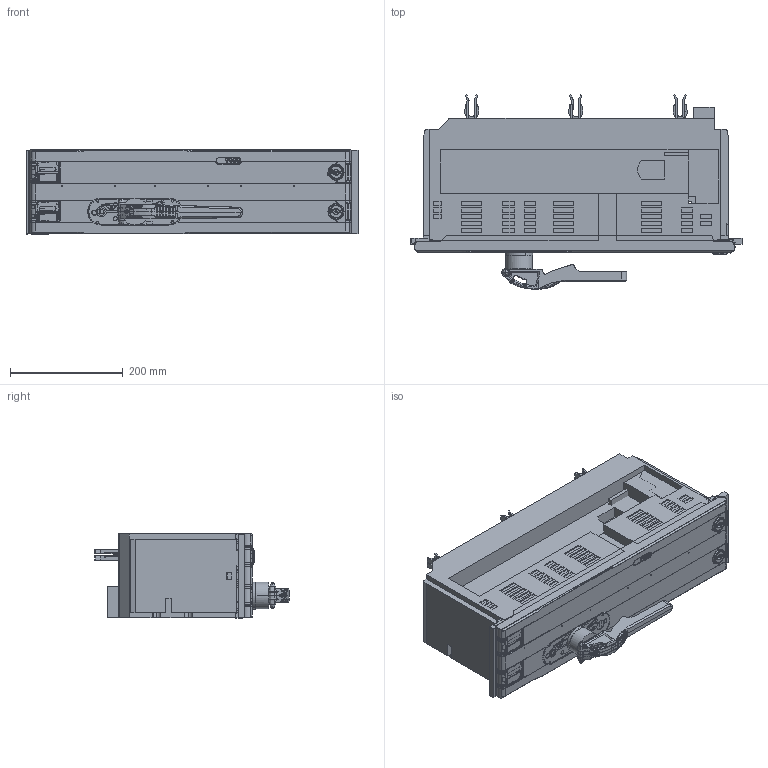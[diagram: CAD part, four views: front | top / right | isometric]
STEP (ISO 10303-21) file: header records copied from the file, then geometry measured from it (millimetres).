
FILE_DESCRIPTION(('CATIA V5 STEP'),'2;1');
FILE_NAME('A0644_SASIL_plus_3_185_3_polig_symmetrisch.stp','2010-06-25T12:33:01+00:00',('none'),('Jean Müller GmbH'),'CATIA Version 5 Release 19 SP 7 (IN-10)','CATIA V5 STEP AP214','none');
FILE_SCHEMA(('AUTOMOTIVE_DESIGN { 1 0 10303 214 1 1 1 1 }'));
Products named in the file (19): A0644_SASIL_plus_3_185_3_polig_symmetrisch; 33932_98_Schalthebel_IGES_Version; 33934_98_Schaltknebel_IGES; 33933_99_Schalthebelclip_IGES; 33870_Drehriegelverschluss; 33935_98_Verschlusskappe_IGES; 33944_99_Blende_links_IGES; 85577_Fremdfederung_10mm; 65769_Sechskantschraube_M12x30; 158317_98_M01_5mm_Einschubkontakt_Gr1_IGES; 33901_98_Leistendeckel_IGES; 14665_Hinweisschild; 14688_Hinweisschild_LED; 33897_02_99_Leistenhalter_links_Gr_2_3_symmetrisch_IGES_; 61231_Setzmutter_M12; 66905_Spannscheibe_DIN_6796_12; IGSA00063_SASIL_plus_3_185; 33896_02_99_Leistenhalter_rechts_Gr_2_3_symmetrisch_IGES; 33943_99_Blende_rechts_IGES
Assembly tree (38 placements, depth 2):
  A0644_SASIL_plus_3_185_3_polig_symmetrisch
    33932_98_Schalthebel_IGES_Version
    33934_98_Schaltknebel_IGES
    33933_99_Schalthebelclip_IGES
    33870_Drehriegelverschluss  x2
    33935_98_Verschlusskappe_IGES  x2
    33944_99_Blende_links_IGES  x2
    85577_Fremdfederung_10mm  x6
    65769_Sechskantschraube_M12x30  x3
    158317_98_M01_5mm_Einschubkontakt_Gr1_IGES  x6
    33901_98_Leistendeckel_IGES
    14665_Hinweisschild
    14688_Hinweisschild_LED
    33897_02_99_Leistenhalter_links_Gr_2_3_symmetrisch_IGES_
    61231_Setzmutter_M12  x3
    66905_Spannscheibe_DIN_6796_12  x3
    IGSA00063_SASIL_plus_3_185
    33896_02_99_Leistenhalter_rechts_Gr_2_3_symmetrisch_IGES
    33943_99_Blende_rechts_IGES  x2
Bounding box: 589.87 x 345.96 x 149.83 mm (x, y, z)
Volume: 12272830.3 mm3; surface area: 1201035.3 mm2
Topology: 48 solids, 84 shells, 5594 faces, 14381 edges, 8761 vertices
Faces by surface type: plane 2350, cylinder 1549, bspline 961, cone 296, sphere 212, torus 168, revolution 56, extrusion 2
Entity records: 186851 total; most frequent: CARTESIAN_POINT 82358, ORIENTED_EDGE 24362, DIRECTION 13843, EDGE_CURVE 12181, VERTEX_POINT 7556, VECTOR 5742, LINE 5740, EDGE_LOOP 5083
